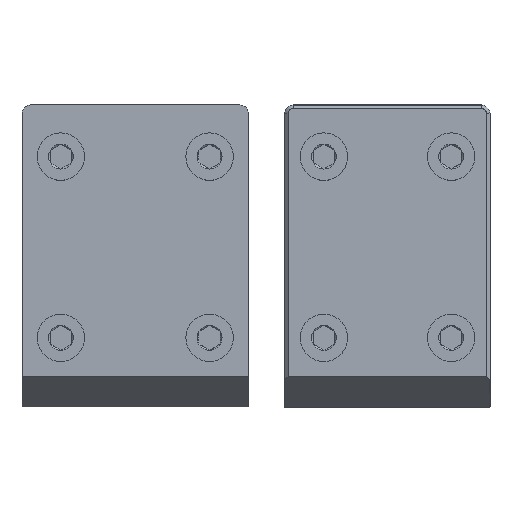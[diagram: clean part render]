
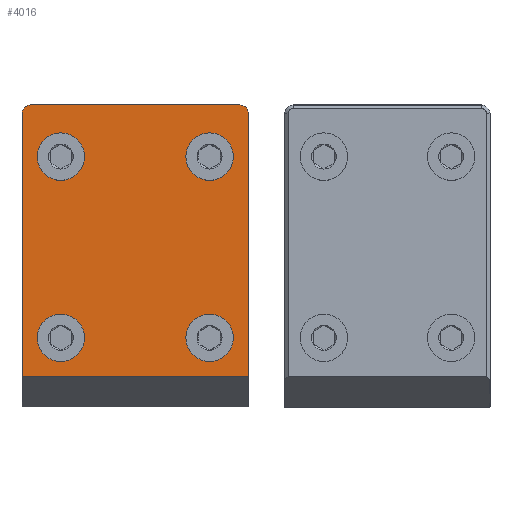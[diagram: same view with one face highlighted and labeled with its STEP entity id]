
A CAD part, top view. The second image highlights one B-rep face of the part: STEP entity #4016.
In plain terms, the highlighted planar face has unit normal (0, 0, 1).
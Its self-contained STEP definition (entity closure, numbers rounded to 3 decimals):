
#507=FACE_BOUND('',#913,.T.);
#508=FACE_BOUND('',#914,.T.);
#509=FACE_BOUND('',#915,.T.);
#510=FACE_BOUND('',#916,.T.);
#562=PLANE('',#4393);
#656=FACE_OUTER_BOUND('',#912,.T.);
#912=EDGE_LOOP('',(#3047,#3048,#3049,#3050,#3051,#3052));
#913=EDGE_LOOP('',(#3053));
#914=EDGE_LOOP('',(#3054));
#915=EDGE_LOOP('',(#3055));
#916=EDGE_LOOP('',(#3056));
#1212=LINE('',#6062,#1429);
#1215=LINE('',#6068,#1432);
#1216=LINE('',#6070,#1433);
#1217=LINE('',#6072,#1434);
#1429=VECTOR('',#5055,10.);
#1432=VECTOR('',#5060,10.);
#1433=VECTOR('',#5061,10.);
#1434=VECTOR('',#5062,10.);
#1572=CIRCLE('',#4390,1.);
#1574=CIRCLE('',#4394,1.);
#1575=CIRCLE('',#4395,1.6);
#1576=CIRCLE('',#4396,1.6);
#1577=CIRCLE('',#4397,1.6);
#1578=CIRCLE('',#4398,1.6);
#1805=VERTEX_POINT('',#6052);
#1806=VERTEX_POINT('',#6053);
#1809=VERTEX_POINT('',#6061);
#1811=VERTEX_POINT('',#6067);
#1812=VERTEX_POINT('',#6069);
#1813=VERTEX_POINT('',#6071);
#1814=VERTEX_POINT('',#6074);
#1815=VERTEX_POINT('',#6076);
#1816=VERTEX_POINT('',#6078);
#1817=VERTEX_POINT('',#6080);
#2261=EDGE_CURVE('',#1805,#1806,#1572,.T.);
#2265=EDGE_CURVE('',#1806,#1809,#1212,.T.);
#2268=EDGE_CURVE('',#1805,#1811,#1215,.F.);
#2269=EDGE_CURVE('',#1812,#1811,#1216,.T.);
#2270=EDGE_CURVE('',#1812,#1813,#1217,.F.);
#2271=EDGE_CURVE('',#1809,#1813,#1574,.T.);
#2272=EDGE_CURVE('',#1814,#1814,#1575,.F.);
#2273=EDGE_CURVE('',#1815,#1815,#1576,.F.);
#2274=EDGE_CURVE('',#1816,#1816,#1577,.F.);
#2275=EDGE_CURVE('',#1817,#1817,#1578,.F.);
#3047=ORIENTED_EDGE('',*,*,#2261,.F.);
#3048=ORIENTED_EDGE('',*,*,#2268,.T.);
#3049=ORIENTED_EDGE('',*,*,#2269,.F.);
#3050=ORIENTED_EDGE('',*,*,#2270,.T.);
#3051=ORIENTED_EDGE('',*,*,#2271,.F.);
#3052=ORIENTED_EDGE('',*,*,#2265,.F.);
#3053=ORIENTED_EDGE('',*,*,#2272,.F.);
#3054=ORIENTED_EDGE('',*,*,#2273,.F.);
#3055=ORIENTED_EDGE('',*,*,#2274,.F.);
#3056=ORIENTED_EDGE('',*,*,#2275,.F.);
#4016=ADVANCED_FACE('',(#656,#507,#508,#509,#510),#562,.T.);
#4390=AXIS2_PLACEMENT_3D('',#6054,#5047,#5048);
#4393=AXIS2_PLACEMENT_3D('',#6066,#5058,#5059);
#4394=AXIS2_PLACEMENT_3D('',#6073,#5063,#5064);
#4395=AXIS2_PLACEMENT_3D('',#6075,#5065,#5066);
#4396=AXIS2_PLACEMENT_3D('',#6077,#5067,#5068);
#4397=AXIS2_PLACEMENT_3D('',#6079,#5069,#5070);
#4398=AXIS2_PLACEMENT_3D('',#6081,#5071,#5072);
#5047=DIRECTION('center_axis',(0.,0.,-1.));
#5048=DIRECTION('ref_axis',(-0.707,0.707,0.));
#5055=DIRECTION('',(1.,0.,0.));
#5058=DIRECTION('center_axis',(0.,0.,1.));
#5059=DIRECTION('ref_axis',(0.,-1.,0.));
#5060=DIRECTION('',(0.,1.,0.));
#5061=DIRECTION('',(-1.,0.,0.));
#5062=DIRECTION('',(0.,-1.,0.));
#5063=DIRECTION('center_axis',(0.,0.,-1.));
#5064=DIRECTION('ref_axis',(0.707,0.707,0.));
#5065=DIRECTION('center_axis',(0.,0.,-1.));
#5066=DIRECTION('ref_axis',(0.,-1.,0.));
#5067=DIRECTION('center_axis',(0.,0.,-1.));
#5068=DIRECTION('ref_axis',(0.,-1.,0.));
#5069=DIRECTION('center_axis',(0.,0.,-1.));
#5070=DIRECTION('ref_axis',(0.,-1.,0.));
#5071=DIRECTION('center_axis',(0.,0.,-1.));
#5072=DIRECTION('ref_axis',(0.,-1.,0.));
#6052=CARTESIAN_POINT('',(-91.25,34.,10.));
#6053=CARTESIAN_POINT('',(-90.25,35.,10.));
#6054=CARTESIAN_POINT('Origin',(-90.25,34.,10.));
#6061=CARTESIAN_POINT('',(-66.,35.,10.));
#6062=CARTESIAN_POINT('',(-75.4,35.,10.));
#6066=CARTESIAN_POINT('Origin',(-79.35,13.5,10.));
#6067=CARTESIAN_POINT('',(-91.25,3.5,10.));
#6068=CARTESIAN_POINT('',(-91.25,20.25,10.));
#6069=CARTESIAN_POINT('',(-65.,3.5,10.));
#6070=CARTESIAN_POINT('',(-83.3,3.5,10.));
#6071=CARTESIAN_POINT('',(-65.,34.,10.));
#6072=CARTESIAN_POINT('',(-65.,6.75,10.));
#6073=CARTESIAN_POINT('Origin',(-66.,34.,10.));
#6074=CARTESIAN_POINT('',(-86.75,9.6,10.));
#6075=CARTESIAN_POINT('Origin',(-86.75,8.,10.));
#6076=CARTESIAN_POINT('',(-69.5,30.6,10.));
#6077=CARTESIAN_POINT('Origin',(-69.5,29.,10.));
#6078=CARTESIAN_POINT('',(-86.75,30.6,10.));
#6079=CARTESIAN_POINT('Origin',(-86.75,29.,10.));
#6080=CARTESIAN_POINT('',(-69.5,9.6,10.));
#6081=CARTESIAN_POINT('Origin',(-69.5,8.,10.));
